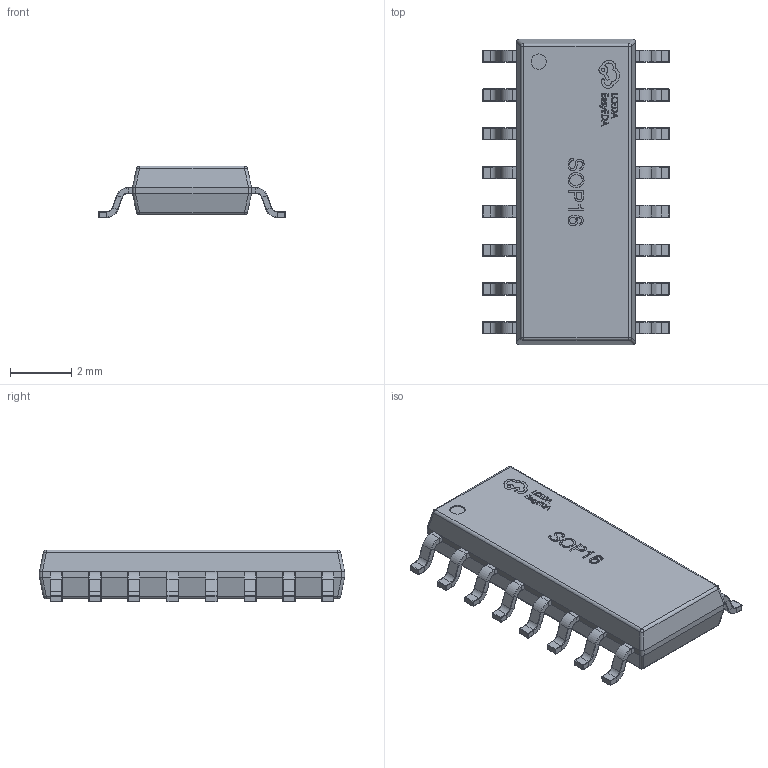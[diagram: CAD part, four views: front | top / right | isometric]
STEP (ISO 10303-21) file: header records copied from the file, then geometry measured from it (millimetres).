
FILE_DESCRIPTION(/* description */ ('Designed by EasyEDA Pro'),/* implementation_level */ '2;1');
FILE_NAME(/* name */ 'SOP-16.step',/* time_stamp */ '2025-04-03T11:12:32+08:00',/* author */ (''),/* organization */ (''),/* preprocessor_version */ 'ST-DEVELOPER v20.1',/* originating_system */ 'Autodesk Translation Framework v14.4.0.0',/* authorisation */ '');
FILE_SCHEMA (('AUTOMOTIVE_DESIGN { 1 0 10303 214 3 1 1 }'));
Length unit declared in the file: millimetre
Products named in the file (4): ab6B-PCBModel; ab6B-Board; ab6B-U1-SOP-16_L10.0-W3.9-P1.27-LS6.0-BL; COMPOUND
Assembly tree (3 placements, depth 3):
  ab6B-PCBModel
    ab6B-Board
    ab6B-U1-SOP-16_L10.0-W3.9-P1.27-LS6.0-BL
      COMPOUND
Bounding box: 6.11 x 10 x 1.7 mm (x, y, z)
Volume: 61.4 mm3; surface area: 145.2 mm2
Topology: 30 solids, 30 shells, 1202 faces, 2690 edges, 1540 vertices
Faces by surface type: plane 509, cylinder 341, bspline 152, torus 128, sphere 72
Full cylindrical faces by diameter (mm): 0.5 x1
Entity records: 37287 total; most frequent: CARTESIAN_POINT 9881, DIRECTION 5482, ORIENTED_EDGE 5332, EDGE_CURVE 2666, AXIS2_PLACEMENT_3D 1977, VERTEX_POINT 1540, LINE 1528, VECTOR 1528
